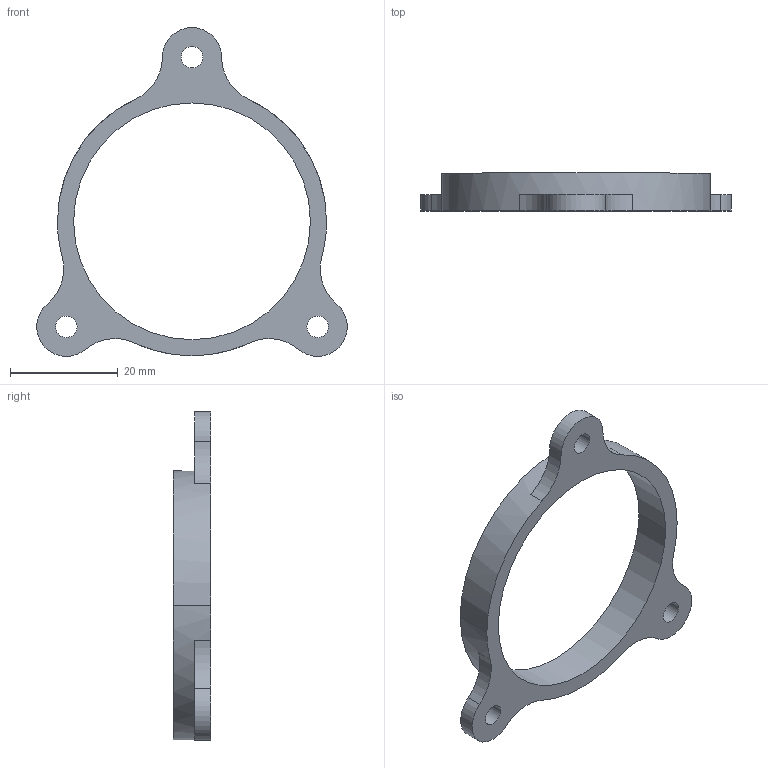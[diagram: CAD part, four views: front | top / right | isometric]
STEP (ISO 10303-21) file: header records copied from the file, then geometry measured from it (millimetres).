
FILE_DESCRIPTION (( 'STEP AP214' ), '1' );
FILE_NAME ('pipe_mount.STEP', '2025-01-12T00:09:50', ( '' ), ( '' ), 'SwSTEP 2.0', 'SolidWorks 2024', '' );
FILE_SCHEMA (( 'AUTOMOTIVE_DESIGN' ));
Length unit declared in the file: millimetre
Products named in the file (1): pipe_mount
Bounding box: 57.73 x 7 x 61.1 mm (x, y, z)
Volume: 4092.5 mm3; surface area: 3864.2 mm2
Topology: 1 solids, 1 shells, 25 faces, 69 edges, 46 vertices
Faces by surface type: cylinder 20, plane 5
Entity records: 868 total; most frequent: DIRECTION 167, CARTESIAN_POINT 141, ORIENTED_EDGE 138, AXIS2_PLACEMENT_3D 72, EDGE_CURVE 69, VERTEX_POINT 46, CIRCLE 46, EDGE_LOOP 33
